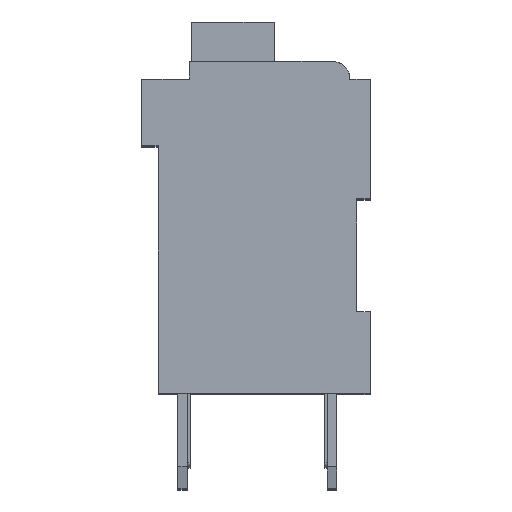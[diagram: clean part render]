
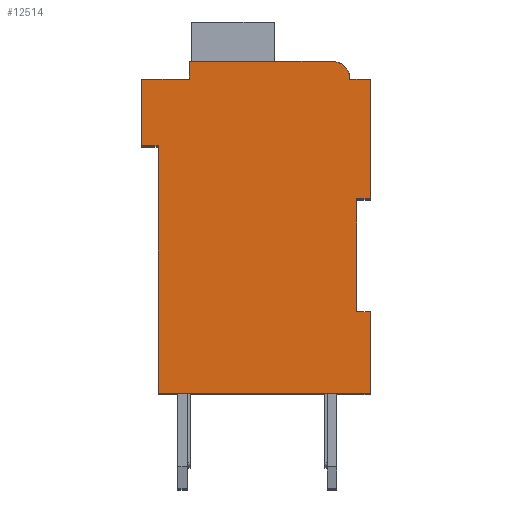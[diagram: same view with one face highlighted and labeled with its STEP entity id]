
A CAD part, top view. The second image highlights one B-rep face of the part: STEP entity #12514.
In plain terms, the highlighted planar face has unit normal (0, 0, 1).
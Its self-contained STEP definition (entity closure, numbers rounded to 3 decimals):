
#1370=DIRECTION('',(1.,0.,0.));
#1371=VECTOR('',#1370,0.5);
#1372=CARTESIAN_POINT('',(7.3,7.15,2.1));
#1373=LINE('',#1372,#1371);
#1374=DIRECTION('',(0.,1.,0.));
#1375=VECTOR('',#1374,4.15);
#1376=CARTESIAN_POINT('',(7.3,3.,2.1));
#1377=LINE('',#1376,#1375);
#1378=DIRECTION('',(-1.,0.,0.));
#1379=VECTOR('',#1378,0.5);
#1380=CARTESIAN_POINT('',(7.8,3.,2.1));
#1381=LINE('',#1380,#1379);
#1382=DIRECTION('',(0.,1.,0.));
#1383=VECTOR('',#1382,3.);
#1384=CARTESIAN_POINT('',(7.8,0.,2.1));
#1385=LINE('',#1384,#1383);
#1386=DIRECTION('',(1.,0.,0.));
#1387=VECTOR('',#1386,7.8);
#1388=CARTESIAN_POINT('',(0.,0.,2.1));
#1389=LINE('',#1388,#1387);
#1390=DIRECTION('',(0.,-1.,0.));
#1391=VECTOR('',#1390,9.1);
#1392=CARTESIAN_POINT('',(0.,9.1,2.1));
#1393=LINE('',#1392,#1391);
#1394=DIRECTION('',(1.,0.,0.));
#1395=VECTOR('',#1394,0.6);
#1396=CARTESIAN_POINT('',(-0.6,9.1,2.1));
#1397=LINE('',#1396,#1395);
#1398=DIRECTION('',(0.,-1.,0.));
#1399=VECTOR('',#1398,2.45);
#1400=CARTESIAN_POINT('',(-0.6,11.55,2.1));
#1401=LINE('',#1400,#1399);
#1402=DIRECTION('',(-1.,0.,0.));
#1403=VECTOR('',#1402,1.75);
#1404=CARTESIAN_POINT('',(1.15,11.55,2.1));
#1405=LINE('',#1404,#1403);
#1406=DIRECTION('',(0.,-1.,0.));
#1407=VECTOR('',#1406,0.65);
#1408=CARTESIAN_POINT('',(1.15,12.2,2.1));
#1409=LINE('',#1408,#1407);
#1410=DIRECTION('',(-1.,0.,0.));
#1411=VECTOR('',#1410,5.25);
#1412=CARTESIAN_POINT('',(6.4,12.2,2.1));
#1413=LINE('',#1412,#1411);
#1414=CARTESIAN_POINT('',(6.4,11.55,2.1));
#1415=DIRECTION('',(0.,0.,1.));
#1416=DIRECTION('',(1.,0.,0.));
#1417=AXIS2_PLACEMENT_3D('',#1414,#1415,#1416);
#1419=DIRECTION('',(-1.,0.,0.));
#1420=VECTOR('',#1419,0.75);
#1421=CARTESIAN_POINT('',(7.8,11.55,2.1));
#1422=LINE('',#1421,#1420);
#1423=DIRECTION('',(0.,1.,0.));
#1424=VECTOR('',#1423,4.4);
#1425=CARTESIAN_POINT('',(7.8,7.15,2.1));
#1426=LINE('',#1425,#1424);
#8500=CARTESIAN_POINT('',(7.3,7.15,2.1));
#8501=CARTESIAN_POINT('',(7.8,7.15,2.1));
#8502=VERTEX_POINT('',#8500);
#8503=VERTEX_POINT('',#8501);
#8504=CARTESIAN_POINT('',(7.8,11.55,2.1));
#8505=VERTEX_POINT('',#8504);
#8506=CARTESIAN_POINT('',(7.05,11.55,2.1));
#8507=VERTEX_POINT('',#8506);
#8508=CARTESIAN_POINT('',(6.4,12.2,2.1));
#8509=VERTEX_POINT('',#8508);
#8510=CARTESIAN_POINT('',(1.15,12.2,2.1));
#8511=VERTEX_POINT('',#8510);
#8512=CARTESIAN_POINT('',(1.15,11.55,2.1));
#8513=VERTEX_POINT('',#8512);
#8514=CARTESIAN_POINT('',(-0.6,11.55,2.1));
#8515=VERTEX_POINT('',#8514);
#8516=CARTESIAN_POINT('',(-0.6,9.1,2.1));
#8517=VERTEX_POINT('',#8516);
#8518=CARTESIAN_POINT('',(0.,9.1,2.1));
#8519=VERTEX_POINT('',#8518);
#8520=CARTESIAN_POINT('',(0.,0.,2.1));
#8521=VERTEX_POINT('',#8520);
#8522=CARTESIAN_POINT('',(7.8,0.,2.1));
#8523=VERTEX_POINT('',#8522);
#8524=CARTESIAN_POINT('',(7.8,3.,2.1));
#8525=VERTEX_POINT('',#8524);
#8526=CARTESIAN_POINT('',(7.3,3.,2.1));
#8527=VERTEX_POINT('',#8526);
#12484=CARTESIAN_POINT('',(0.,0.,2.1));
#12485=DIRECTION('',(0.,0.,1.));
#12486=DIRECTION('',(1.,0.,0.));
#12487=AXIS2_PLACEMENT_3D('',#12484,#12485,#12486);
#12488=PLANE('',#12487);
#12489=ORIENTED_EDGE('',*,*,#11165,.F.);
#12490=ORIENTED_EDGE('',*,*,#11615,.F.);
#12492=ORIENTED_EDGE('',*,*,#12491,.F.);
#12494=ORIENTED_EDGE('',*,*,#12493,.F.);
#12495=ORIENTED_EDGE('',*,*,#11872,.F.);
#12496=ORIENTED_EDGE('',*,*,#11789,.F.);
#12498=ORIENTED_EDGE('',*,*,#12497,.F.);
#12500=ORIENTED_EDGE('',*,*,#12499,.F.);
#12502=ORIENTED_EDGE('',*,*,#12501,.F.);
#12504=ORIENTED_EDGE('',*,*,#12503,.F.);
#12506=ORIENTED_EDGE('',*,*,#12505,.F.);
#12508=ORIENTED_EDGE('',*,*,#12507,.F.);
#12510=ORIENTED_EDGE('',*,*,#12509,.F.);
#12511=ORIENTED_EDGE('',*,*,#11411,.F.);
#12512=EDGE_LOOP('',(#12489,#12490,#12492,#12494,#12495,#12496,#12498,#12500,
#12502,#12504,#12506,#12508,#12510,#12511));
#12513=FACE_OUTER_BOUND('',#12512,.F.);
#1418=CIRCLE('',#1417,0.65);
#11165=EDGE_CURVE('',#8502,#8503,#1373,.T.);
#11411=EDGE_CURVE('',#8503,#8505,#1426,.T.);
#11615=EDGE_CURVE('',#8527,#8502,#1377,.T.);
#11789=EDGE_CURVE('',#8519,#8521,#1393,.T.);
#11872=EDGE_CURVE('',#8521,#8523,#1389,.T.);
#12491=EDGE_CURVE('',#8525,#8527,#1381,.T.);
#12493=EDGE_CURVE('',#8523,#8525,#1385,.T.);
#12497=EDGE_CURVE('',#8517,#8519,#1397,.T.);
#12499=EDGE_CURVE('',#8515,#8517,#1401,.T.);
#12501=EDGE_CURVE('',#8513,#8515,#1405,.T.);
#12503=EDGE_CURVE('',#8511,#8513,#1409,.T.);
#12505=EDGE_CURVE('',#8509,#8511,#1413,.T.);
#12507=EDGE_CURVE('',#8507,#8509,#1418,.T.);
#12509=EDGE_CURVE('',#8505,#8507,#1422,.T.);
#12514=ADVANCED_FACE('',(#12513),#12488,.T.);
